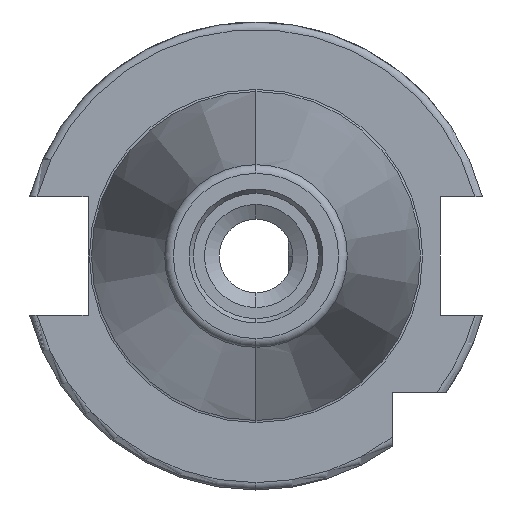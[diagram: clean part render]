
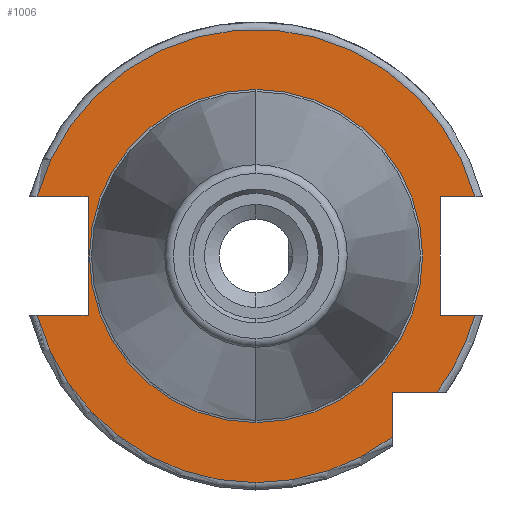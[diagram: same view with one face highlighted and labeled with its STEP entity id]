
A CAD part, left-side view. The second image highlights one B-rep face of the part: STEP entity #1006.
In plain terms, the highlighted planar face has unit normal (-1, 0, 0).
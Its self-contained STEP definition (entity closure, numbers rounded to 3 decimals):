
#799 = VERTEX_POINT ( 'NONE', #3769 ) ;
#814 = VERTEX_POINT ( 'NONE', #3931 ) ;
#822 = EDGE_CURVE ( 'NONE', #814, #799, #1637, .T. ) ;
#899 = VERTEX_POINT ( 'NONE', #1854 ) ;
#912 = EDGE_CURVE ( 'NONE', #913, #917, #1869, .T. ) ;
#913 = VERTEX_POINT ( 'NONE', #1864 ) ;
#917 = VERTEX_POINT ( 'NONE', #1865 ) ;
#954 = EDGE_CURVE ( 'NONE', #799, #814, #2010, .T. ) ;
#955 = ORIENTED_EDGE ( 'NONE', *, *, #822, .F. ) ;
#958 = ORIENTED_EDGE ( 'NONE', *, *, #996, .T. ) ;
#996 = EDGE_CURVE ( 'NONE', #899, #1572, #1903, .T. ) ;
#1000 = EDGE_LOOP ( 'NONE', ( #1001, #955 ) ) ;
#1001 = ORIENTED_EDGE ( 'NONE', *, *, #954, .F. ) ;
#1006 = ADVANCED_FACE ( 'NONE', ( #2050, #2195 ), #2230, .F. ) ;
#1530 = EDGE_CURVE ( 'NONE', #1556, #1531, #3001, .T. ) ;
#1531 = VERTEX_POINT ( 'NONE', #2998 ) ;
#1532 = ORIENTED_EDGE ( 'NONE', *, *, #1533, .T. ) ;
#1533 = EDGE_CURVE ( 'NONE', #1531, #1534, #3007, .T. ) ;
#1534 = VERTEX_POINT ( 'NONE', #3003 ) ;
#1535 = ORIENTED_EDGE ( 'NONE', *, *, #1536, .F. ) ;
#1536 = EDGE_CURVE ( 'NONE', #1573, #1534, #3002, .T. ) ;
#1540 = VERTEX_POINT ( 'NONE', #3059 ) ;
#1541 = ORIENTED_EDGE ( 'NONE', *, *, #1555, .F. ) ;
#1549 = ORIENTED_EDGE ( 'NONE', *, *, #912, .T. ) ;
#1550 = VERTEX_POINT ( 'NONE', #3064 ) ;
#1551 = ORIENTED_EDGE ( 'NONE', *, *, #1552, .F. ) ;
#1552 = EDGE_CURVE ( 'NONE', #1540, #1550, #3015, .T. ) ;
#1555 = EDGE_CURVE ( 'NONE', #1556, #1540, #3011, .T. ) ;
#1556 = VERTEX_POINT ( 'NONE', #3047 ) ;
#1557 = ORIENTED_EDGE ( 'NONE', *, *, #1589, .T. ) ;
#1568 = ORIENTED_EDGE ( 'NONE', *, *, #1530, .T. ) ;
#1569 = EDGE_LOOP ( 'NONE', ( #1570, #1549, #1557, #1551, #1541, #1568, #1532, #1535, #1574, #1577, #1581, #958 ) ) ;
#1570 = ORIENTED_EDGE ( 'NONE', *, *, #1571, .F. ) ;
#1571 = EDGE_CURVE ( 'NONE', #913, #1572, #2949, .T. ) ;
#1572 = VERTEX_POINT ( 'NONE', #2945 ) ;
#1573 = VERTEX_POINT ( 'NONE', #2944 ) ;
#1574 = ORIENTED_EDGE ( 'NONE', *, *, #1575, .T. ) ;
#1575 = EDGE_CURVE ( 'NONE', #1573, #1576, #2942, .T. ) ;
#1576 = VERTEX_POINT ( 'NONE', #2943 ) ;
#1577 = ORIENTED_EDGE ( 'NONE', *, *, #1578, .T. ) ;
#1578 = EDGE_CURVE ( 'NONE', #1576, #1580, #3076, .T. ) ;
#1580 = VERTEX_POINT ( 'NONE', #3070 ) ;
#1581 = ORIENTED_EDGE ( 'NONE', *, *, #1582, .F. ) ;
#1582 = EDGE_CURVE ( 'NONE', #899, #1580, #2938, .T. ) ;
#1589 = EDGE_CURVE ( 'NONE', #917, #1550, #2925, .T. ) ;
#1635 = CARTESIAN_POINT ( 'NONE',  ( 3.2, 0., 0. ) ) ;
#1636 = AXIS2_PLACEMENT_3D ( 'NONE', #1635, #1659, #1658 ) ;
#1637 = CIRCLE ( 'NONE', #1636, 22.625 ) ;
#1658 = DIRECTION ( 'NONE',  ( 0., 0., -1. ) ) ;
#1659 = DIRECTION ( 'NONE',  ( -1., 0., 0. ) ) ;
#1854 = CARTESIAN_POINT ( 'NONE',  ( 3.2, 22.8, 8.05 ) ) ;
#1862 = DIRECTION ( 'NONE',  ( 0., 0., -1. ) ) ;
#1863 = DIRECTION ( 'NONE',  ( -1., 0., 0. ) ) ;
#1864 = CARTESIAN_POINT ( 'NONE',  ( 3.2, 29.704, -8.05 ) ) ;
#1865 = CARTESIAN_POINT ( 'NONE',  ( 3.2, 0., -30.775 ) ) ;
#1869 = CIRCLE ( 'NONE', #1870, 30.775 ) ;
#1870 = AXIS2_PLACEMENT_3D ( 'NONE', #1873, #1863, #1862 ) ;
#1873 = CARTESIAN_POINT ( 'NONE',  ( 3.2, 0., 0. ) ) ;
#1900 = DIRECTION ( 'NONE',  ( 0., 0., -1. ) ) ;
#1901 = VECTOR ( 'NONE', #1900, 1000. ) ;
#1902 = CARTESIAN_POINT ( 'NONE',  ( 3.2, 22.8, 30.775 ) ) ;
#1903 = LINE ( 'NONE', #1902, #1901 ) ;
#2006 = DIRECTION ( 'NONE',  ( 0., 0., -1. ) ) ;
#2007 = DIRECTION ( 'NONE',  ( -1., 0., 0. ) ) ;
#2008 = CARTESIAN_POINT ( 'NONE',  ( 3.2, 0., 0. ) ) ;
#2009 = AXIS2_PLACEMENT_3D ( 'NONE', #2008, #2007, #2006 ) ;
#2010 = CIRCLE ( 'NONE', #2009, 22.625 ) ;
#2045 = DIRECTION ( 'NONE',  ( 1., 0., 0. ) ) ;
#2048 = DIRECTION ( 'NONE',  ( 0., 0., 1. ) ) ;
#2049 = CARTESIAN_POINT ( 'NONE',  ( 3.2, 0., 30.775 ) ) ;
#2050 = FACE_BOUND ( 'NONE', #1000, .T. ) ;
#2194 = AXIS2_PLACEMENT_3D ( 'NONE', #2049, #2045, #2048 ) ;
#2195 = FACE_OUTER_BOUND ( 'NONE', #1569, .T. ) ;
#2230 = PLANE ( 'NONE',  #2194 ) ;
#2880 = DIRECTION ( 'NONE',  ( -1., 0., 0. ) ) ;
#2921 = DIRECTION ( 'NONE',  ( 0., 0., -1. ) ) ;
#2922 = DIRECTION ( 'NONE',  ( -1., 0., 0. ) ) ;
#2923 = CARTESIAN_POINT ( 'NONE',  ( 3.2, 0., 0. ) ) ;
#2924 = AXIS2_PLACEMENT_3D ( 'NONE', #2923, #2922, #2921 ) ;
#2925 = CIRCLE ( 'NONE', #2924, 30.775 ) ;
#2935 = DIRECTION ( 'NONE',  ( 0., 1., 0. ) ) ;
#2936 = VECTOR ( 'NONE', #2935, 1000. ) ;
#2937 = CARTESIAN_POINT ( 'NONE',  ( 3.2, 0., 8.05 ) ) ;
#2938 = LINE ( 'NONE', #2937, #2936 ) ;
#2939 = DIRECTION ( 'NONE',  ( 0., -1., 0. ) ) ;
#2940 = VECTOR ( 'NONE', #2939, 1000. ) ;
#2941 = CARTESIAN_POINT ( 'NONE',  ( 3.2, 0., 8.05 ) ) ;
#2942 = LINE ( 'NONE', #2941, #2940 ) ;
#2943 = CARTESIAN_POINT ( 'NONE',  ( 3.2, -29.704, 8.05 ) ) ;
#2944 = CARTESIAN_POINT ( 'NONE',  ( 3.2, -25., 8.05 ) ) ;
#2945 = CARTESIAN_POINT ( 'NONE',  ( 3.2, 22.8, -8.05 ) ) ;
#2946 = DIRECTION ( 'NONE',  ( 0., -1., 0. ) ) ;
#2947 = VECTOR ( 'NONE', #2946, 1000. ) ;
#2948 = CARTESIAN_POINT ( 'NONE',  ( 3.2, 0., -8.05 ) ) ;
#2949 = LINE ( 'NONE', #2948, #2947 ) ;
#2997 = CARTESIAN_POINT ( 'NONE',  ( 3.2, 0., 0. ) ) ;
#2998 = CARTESIAN_POINT ( 'NONE',  ( 3.2, -29.704, -8.05 ) ) ;
#2999 = DIRECTION ( 'NONE',  ( 0., 0., -1. ) ) ;
#3000 = AXIS2_PLACEMENT_3D ( 'NONE', #2997, #2880, #2999 ) ;
#3001 = CIRCLE ( 'NONE', #3000, 30.775 ) ;
#3002 = LINE ( 'NONE', #3063, #3062 ) ;
#3003 = CARTESIAN_POINT ( 'NONE',  ( 3.2, -25., -8.05 ) ) ;
#3004 = DIRECTION ( 'NONE',  ( 0., 1., 0. ) ) ;
#3005 = VECTOR ( 'NONE', #3004, 1000. ) ;
#3006 = CARTESIAN_POINT ( 'NONE',  ( 3.2, 0., -8.05 ) ) ;
#3007 = LINE ( 'NONE', #3006, #3005 ) ;
#3008 = DIRECTION ( 'NONE',  ( 0., 1., 0. ) ) ;
#3009 = VECTOR ( 'NONE', #3008, 1000. ) ;
#3010 = CARTESIAN_POINT ( 'NONE',  ( 3.2, -25.834, -18.5 ) ) ;
#3011 = LINE ( 'NONE', #3010, #3009 ) ;
#3012 = DIRECTION ( 'NONE',  ( 0., 0., -1. ) ) ;
#3013 = VECTOR ( 'NONE', #3012, 1000. ) ;
#3014 = CARTESIAN_POINT ( 'NONE',  ( 3.2, -18.5, -18.5 ) ) ;
#3015 = LINE ( 'NONE', #3014, #3013 ) ;
#3047 = CARTESIAN_POINT ( 'NONE',  ( 3.2, -24.594, -18.5 ) ) ;
#3059 = CARTESIAN_POINT ( 'NONE',  ( 3.2, -18.5, -18.5 ) ) ;
#3061 = DIRECTION ( 'NONE',  ( 0., 0., -1. ) ) ;
#3062 = VECTOR ( 'NONE', #3061, 1000. ) ;
#3063 = CARTESIAN_POINT ( 'NONE',  ( 3.2, -25., 30.775 ) ) ;
#3064 = CARTESIAN_POINT ( 'NONE',  ( 3.2, -18.5, -24.594 ) ) ;
#3070 = CARTESIAN_POINT ( 'NONE',  ( 3.2, 29.704, 8.05 ) ) ;
#3072 = DIRECTION ( 'NONE',  ( 0., 0., -1. ) ) ;
#3073 = DIRECTION ( 'NONE',  ( -1., 0., 0. ) ) ;
#3074 = CARTESIAN_POINT ( 'NONE',  ( 3.2, 0., 0. ) ) ;
#3075 = AXIS2_PLACEMENT_3D ( 'NONE', #3074, #3073, #3072 ) ;
#3076 = CIRCLE ( 'NONE', #3075, 30.775 ) ;
#3769 = CARTESIAN_POINT ( 'NONE',  ( 3.2, 0., -22.625 ) ) ;
#3931 = CARTESIAN_POINT ( 'NONE',  ( 3.2, 0., 22.625 ) ) ;
